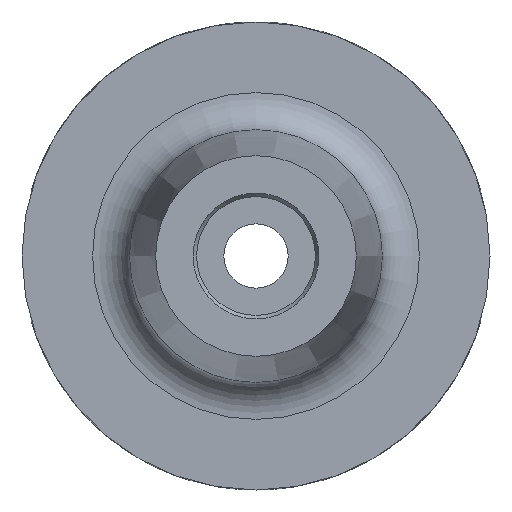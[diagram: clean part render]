
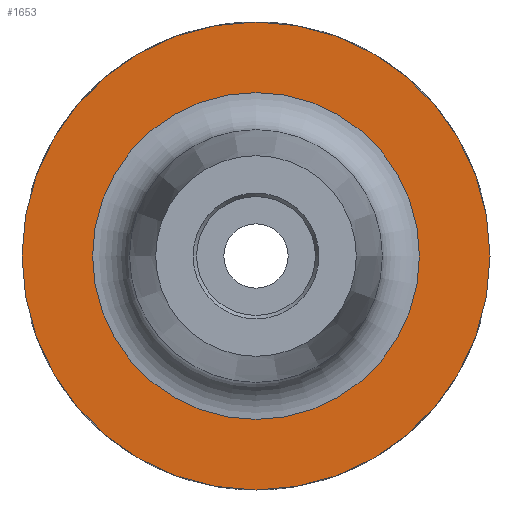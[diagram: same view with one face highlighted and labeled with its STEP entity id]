
A CAD part, left-side view. The second image highlights one B-rep face of the part: STEP entity #1653.
In plain terms, the highlighted planar face has unit normal (-1, 0, 0).
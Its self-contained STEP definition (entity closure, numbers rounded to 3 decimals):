
#153=FACE_BOUND('',#382,.T.);
#191=PLANE('',#1860);
#281=FACE_OUTER_BOUND('',#381,.T.);
#381=EDGE_LOOP('',(#1475,#1476));
#382=EDGE_LOOP('',(#1477,#1478));
#617=CIRCLE('',#1858,22.);
#618=CIRCLE('',#1859,22.);
#619=CIRCLE('',#1861,31.5);
#620=CIRCLE('',#1862,31.5);
#790=VERTEX_POINT('',#4078);
#791=VERTEX_POINT('',#4080);
#792=VERTEX_POINT('',#4084);
#793=VERTEX_POINT('',#4085);
#1038=EDGE_CURVE('',#791,#790,#617,.T.);
#1039=EDGE_CURVE('',#790,#791,#618,.T.);
#1040=EDGE_CURVE('',#792,#793,#619,.T.);
#1041=EDGE_CURVE('',#793,#792,#620,.T.);
#1475=ORIENTED_EDGE('',*,*,#1040,.F.);
#1476=ORIENTED_EDGE('',*,*,#1041,.F.);
#1477=ORIENTED_EDGE('',*,*,#1038,.T.);
#1478=ORIENTED_EDGE('',*,*,#1039,.T.);
#1653=ADVANCED_FACE('',(#281,#153),#191,.T.);
#1858=AXIS2_PLACEMENT_3D('',#4081,#2295,#2296);
#1859=AXIS2_PLACEMENT_3D('',#4082,#2297,#2298);
#1860=AXIS2_PLACEMENT_3D('',#4083,#2299,#2300);
#1861=AXIS2_PLACEMENT_3D('',#4086,#2301,#2302);
#1862=AXIS2_PLACEMENT_3D('',#4087,#2303,#2304);
#2295=DIRECTION('center_axis',(1.,0.,0.));
#2296=DIRECTION('ref_axis',(0.,1.,0.));
#2297=DIRECTION('center_axis',(1.,0.,0.));
#2298=DIRECTION('ref_axis',(0.,1.,0.));
#2299=DIRECTION('center_axis',(-1.,0.,0.));
#2300=DIRECTION('ref_axis',(0.,0.,1.));
#2301=DIRECTION('center_axis',(1.,0.,0.));
#2302=DIRECTION('ref_axis',(0.,1.,0.));
#2303=DIRECTION('center_axis',(1.,0.,0.));
#2304=DIRECTION('ref_axis',(0.,1.,0.));
#4078=CARTESIAN_POINT('',(-22.,0.,22.));
#4080=CARTESIAN_POINT('',(-22.,22.,0.));
#4081=CARTESIAN_POINT('Origin',(-22.,0.,0.));
#4082=CARTESIAN_POINT('Origin',(-22.,0.,0.));
#4083=CARTESIAN_POINT('Origin',(-22.,26.75,0.));
#4084=CARTESIAN_POINT('',(-22.,31.5,0.));
#4085=CARTESIAN_POINT('',(-22.,-31.5,0.));
#4086=CARTESIAN_POINT('Origin',(-22.,0.,0.));
#4087=CARTESIAN_POINT('Origin',(-22.,0.,0.));
